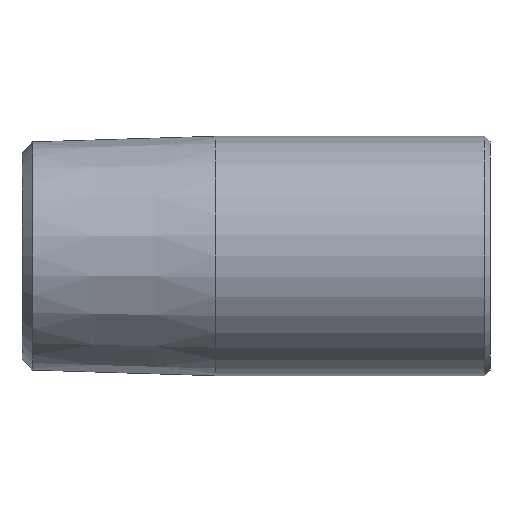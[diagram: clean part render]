
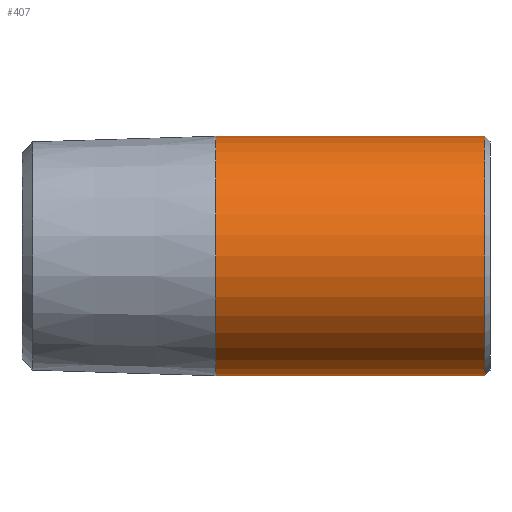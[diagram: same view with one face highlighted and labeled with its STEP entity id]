
A CAD part, left-side view. The second image highlights one B-rep face of the part: STEP entity #407.
In plain terms, the highlighted cylindrical face has radius 11 mm (diameter 22 mm), a partial arc.
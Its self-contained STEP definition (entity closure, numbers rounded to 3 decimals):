
#15 = EDGE_CURVE ( 'NONE', #146, #335, #163, .T. ) ;
#17 = AXIS2_PLACEMENT_3D ( 'NONE', #313, #280, #259 ) ;
#23 = DIRECTION ( 'NONE',  ( 0., 1., 0. ) ) ;
#25 = DIRECTION ( 'NONE',  ( 0., 0., -1. ) ) ;
#28 = CARTESIAN_POINT ( 'NONE',  ( 0., -21., 0. ) ) ;
#39 = ORIENTED_EDGE ( 'NONE', *, *, #224, .F. ) ;
#56 = CARTESIAN_POINT ( 'NONE',  ( 0., -21., -11. ) ) ;
#64 = CYLINDRICAL_SURFACE ( 'NONE', #17, 11. ) ;
#69 = EDGE_CURVE ( 'NONE', #134, #335, #176, .T. ) ;
#70 = CIRCLE ( 'NONE', #260, 11. ) ;
#73 = CARTESIAN_POINT ( 'NONE',  ( 0., 21.5, -11. ) ) ;
#91 = ORIENTED_EDGE ( 'NONE', *, *, #15, .F. ) ;
#93 = ORIENTED_EDGE ( 'NONE', *, *, #142, .T. ) ;
#134 = VERTEX_POINT ( 'NONE', #237 ) ;
#139 = VERTEX_POINT ( 'NONE', #56 ) ;
#142 = EDGE_CURVE ( 'NONE', #139, #134, #70, .T. ) ;
#144 = DIRECTION ( 'NONE',  ( 0., 1., 0. ) ) ;
#146 = VERTEX_POINT ( 'NONE', #239 ) ;
#163 = CIRCLE ( 'NONE', #181, 11. ) ;
#172 = VECTOR ( 'NONE', #182, 1000. ) ;
#176 = LINE ( 'NONE', #340, #172 ) ;
#181 = AXIS2_PLACEMENT_3D ( 'NONE', #293, #301, #291 ) ;
#182 = DIRECTION ( 'NONE',  ( 0., 1., 0. ) ) ;
#197 = VECTOR ( 'NONE', #144, 1000. ) ;
#224 = EDGE_CURVE ( 'NONE', #139, #146, #368, .T. ) ;
#237 = CARTESIAN_POINT ( 'NONE',  ( 0., -21., 11. ) ) ;
#239 = CARTESIAN_POINT ( 'NONE',  ( 0., 3.68, -11. ) ) ;
#259 = DIRECTION ( 'NONE',  ( 0., 0., 1. ) ) ;
#260 = AXIS2_PLACEMENT_3D ( 'NONE', #28, #23, #25 ) ;
#280 = DIRECTION ( 'NONE',  ( 0., 1., 0. ) ) ;
#291 = DIRECTION ( 'NONE',  ( 0., 0., 1. ) ) ;
#293 = CARTESIAN_POINT ( 'NONE',  ( 0., 3.68, 0. ) ) ;
#300 = ORIENTED_EDGE ( 'NONE', *, *, #69, .T. ) ;
#301 = DIRECTION ( 'NONE',  ( 0., 1., 0. ) ) ;
#313 = CARTESIAN_POINT ( 'NONE',  ( 0., 21.5, 0. ) ) ;
#322 = FACE_OUTER_BOUND ( 'NONE', #376, .T. ) ;
#335 = VERTEX_POINT ( 'NONE', #359 ) ;
#340 = CARTESIAN_POINT ( 'NONE',  ( 0., 21.5, 11. ) ) ;
#359 = CARTESIAN_POINT ( 'NONE',  ( 0., 3.68, 11. ) ) ;
#368 = LINE ( 'NONE', #73, #197 ) ;
#376 = EDGE_LOOP ( 'NONE', ( #39, #93, #300, #91 ) ) ;
#407 = ADVANCED_FACE ( 'NONE', ( #322 ), #64, .T. ) ;
